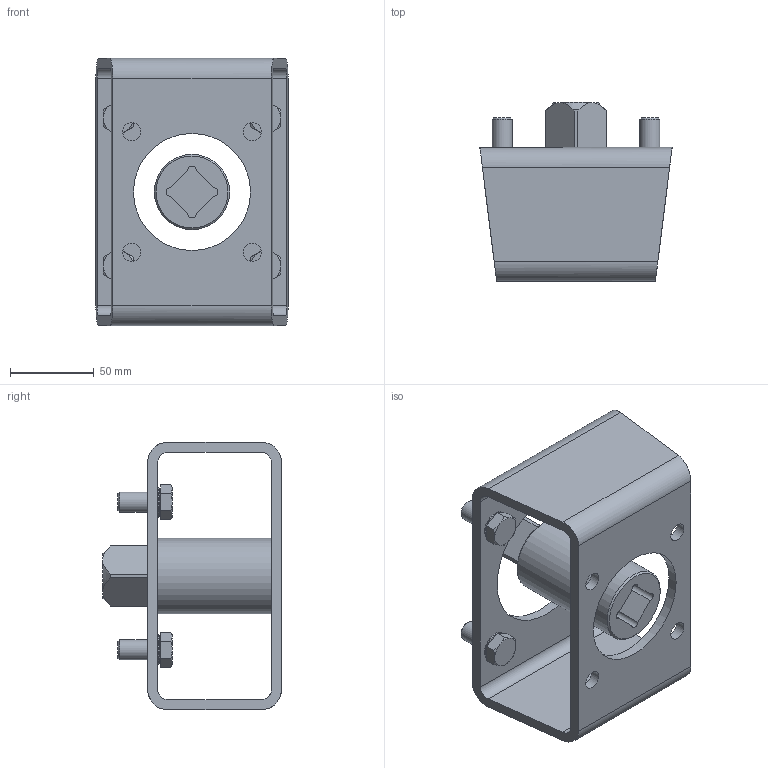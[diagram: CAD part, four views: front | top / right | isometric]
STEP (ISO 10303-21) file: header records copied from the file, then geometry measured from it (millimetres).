
FILE_DESCRIPTION(/* description */ ('STEP AP214'),/* implementation_level */ '2;1');
FILE_NAME(/* name */ '8084202_DARQ-K-V-F12S27-F10S22-R13',/* time_stamp */ '2024-08-14T16:20:39+02:00',/* author */ ('License CC BY-ND 4.0'),/* organization */ ('CADENAS'),/* preprocessor_version */ 'ST-DEVELOPER v19.3',/* originating_system */ 'PARTsolutions',/* authorisation */ ' ');
FILE_SCHEMA (('AUTOMOTIVE_DESIGN {1 0 10303 214 3 1 1}'));
Length unit declared in the file: millimetre
Products named in the file (5): 8084202 DARQ-K-V-F12S27-F10S22-R13; 8082990 DARQ-B-F12-F10-R13---(high); 8075847 DARQ-V-F12S27-F10S22-80---(K); 717706 S 12 A2; ISO 4017 M12x25(F)
Assembly tree (10 placements, depth 2):
  8084202 DARQ-K-V-F12S27-F10S22-R13
    8082990 DARQ-B-F12-F10-R13---(high)
    8075847 DARQ-V-F12S27-F10S22-80---(K)
    717706 S 12 A2  x4
    ISO 4017 M12x25(F)  x4
Bounding box: 115 x 107 x 160 mm (x, y, z)
Volume: 368206.5 mm3; surface area: 109604.9 mm2
Topology: 10 solids, 10 shells, 151 faces, 333 edges, 204 vertices
Faces by surface type: plane 62, cylinder 43, cone 42, torus 4
Full cylindrical faces by diameter (mm): 11 x4, 12 x4, 13 x8, 16.63 x4, 18 x4, 45 x1, 70 x1, 85 x1
Entity records: 2446 total; most frequent: CARTESIAN_POINT 450, DIRECTION 404, ORIENTED_EDGE 336, EDGE_CURVE 168, AXIS2_PLACEMENT_3D 166, EDGE_LOOP 126, FACE_BOUND 126, VERTEX_POINT 120
